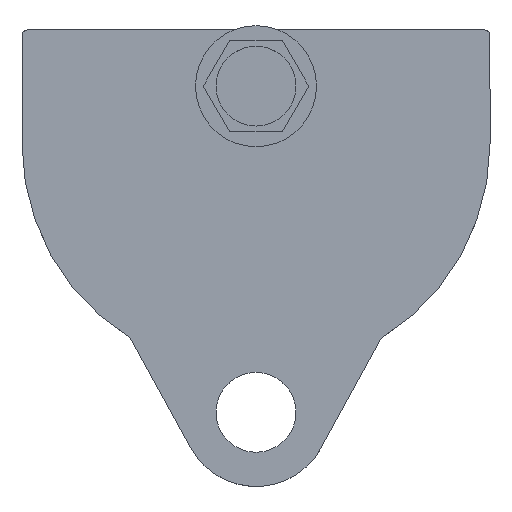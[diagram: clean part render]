
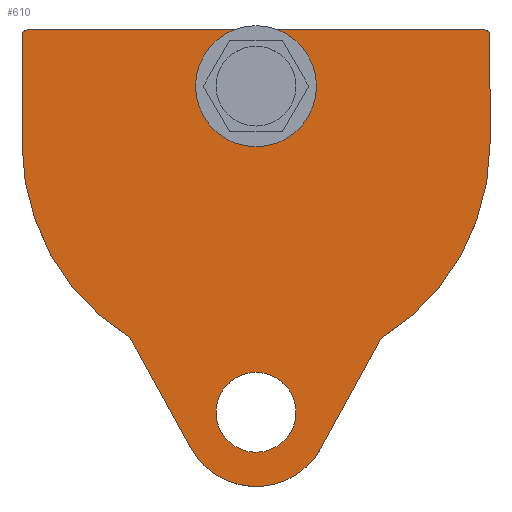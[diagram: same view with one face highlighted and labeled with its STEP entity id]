
A CAD part, top view. The second image highlights one B-rep face of the part: STEP entity #610.
In plain terms, the highlighted planar face has unit normal (0, 0, 1).
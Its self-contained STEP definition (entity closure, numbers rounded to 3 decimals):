
#8 = ORIENTED_EDGE ( 'NONE', *, *, #715, .T. ) ;
#20 = CARTESIAN_POINT ( 'NONE',  ( -20.5, 9.98, 2. ) ) ;
#25 = CIRCLE ( 'NONE', #813, 3.5 ) ;
#35 = DIRECTION ( 'NONE',  ( 0., 0., 1. ) ) ;
#43 = ORIENTED_EDGE ( 'NONE', *, *, #280, .T. ) ;
#44 = CIRCLE ( 'NONE', #159, 6.5 ) ;
#47 = AXIS2_PLACEMENT_3D ( 'NONE', #663, #575, #752 ) ;
#60 = ORIENTED_EDGE ( 'NONE', *, *, #1071, .T. ) ;
#69 = AXIS2_PLACEMENT_3D ( 'NONE', #1260, #133, #736 ) ;
#76 = VERTEX_POINT ( 'NONE', #1220 ) ;
#86 = CARTESIAN_POINT ( 'NONE',  ( 0.5, 0.029, 2. ) ) ;
#99 = DIRECTION ( 'NONE',  ( 1., 0., 0. ) ) ;
#110 = LINE ( 'NONE', #20, #686 ) ;
#131 = VERTEX_POINT ( 'NONE', #302 ) ;
#133 = DIRECTION ( 'NONE',  ( 0., 0., 1. ) ) ;
#141 = EDGE_LOOP ( 'NONE', ( #931, #161 ) ) ;
#143 = FACE_BOUND ( 'NONE', #141, .T. ) ;
#146 = DIRECTION ( 'NONE',  ( 1., 0., 0. ) ) ;
#150 = CARTESIAN_POINT ( 'NONE',  ( 10.957, -17.02, 2. ) ) ;
#159 = AXIS2_PLACEMENT_3D ( 'NONE', #1136, #314, #206 ) ;
#161 = ORIENTED_EDGE ( 'NONE', *, *, #426, .F. ) ;
#189 = DIRECTION ( 'NONE',  ( 1., 0., 0. ) ) ;
#199 = CARTESIAN_POINT ( 'NONE',  ( -3., 4.98, 2. ) ) ;
#203 = VECTOR ( 'NONE', #1175, 1000. ) ;
#206 = DIRECTION ( 'NONE',  ( 1., 0., 0. ) ) ;
#239 = CARTESIAN_POINT ( 'NONE',  ( -3.5, -23.52, 2. ) ) ;
#241 = VERTEX_POINT ( 'NONE', #199 ) ;
#242 = CIRCLE ( 'NONE', #396, 3. ) ;
#250 = CARTESIAN_POINT ( 'NONE',  ( 0., -23.52, 2. ) ) ;
#274 = VERTEX_POINT ( 'NONE', #1243 ) ;
#278 = VECTOR ( 'NONE', #1020, 1000. ) ;
#280 = EDGE_CURVE ( 'NONE', #76, #362, #1231, .T. ) ;
#298 = EDGE_CURVE ( 'NONE', #399, #754, #498, .T. ) ;
#302 = CARTESIAN_POINT ( 'NONE',  ( -20., 9.98, 2. ) ) ;
#314 = DIRECTION ( 'NONE',  ( 0., 0., 1. ) ) ;
#329 = CARTESIAN_POINT ( 'NONE',  ( 20.5, 9.98, 2. ) ) ;
#362 = VERTEX_POINT ( 'NONE', #561 ) ;
#367 = CARTESIAN_POINT ( 'NONE',  ( 5.705, -26.636, 2. ) ) ;
#389 = VERTEX_POINT ( 'NONE', #1280 ) ;
#392 = AXIS2_PLACEMENT_3D ( 'NONE', #86, #887, #189 ) ;
#396 = AXIS2_PLACEMENT_3D ( 'NONE', #664, #1060, #146 ) ;
#399 = VERTEX_POINT ( 'NONE', #1276 ) ;
#414 = CIRCLE ( 'NONE', #773, 3. ) ;
#426 = EDGE_CURVE ( 'NONE', #241, #1027, #242, .T. ) ;
#431 = VERTEX_POINT ( 'NONE', #367 ) ;
#435 = DIRECTION ( 'NONE',  ( 0., -1., 0. ) ) ;
#476 = CIRCLE ( 'NONE', #1119, 0.5 ) ;
#492 = VERTEX_POINT ( 'NONE', #560 ) ;
#498 = LINE ( 'NONE', #926, #1032 ) ;
#526 = CARTESIAN_POINT ( 'NONE',  ( 3.5, -23.52, 2. ) ) ;
#531 = AXIS2_PLACEMENT_3D ( 'NONE', #1223, #624, #99 ) ;
#552 = LINE ( 'NONE', #150, #203 ) ;
#553 = ORIENTED_EDGE ( 'NONE', *, *, #734, .T. ) ;
#557 = DIRECTION ( 'NONE',  ( 0.483, -0.876, 0. ) ) ;
#560 = CARTESIAN_POINT ( 'NONE',  ( -20.5, 0., 2. ) ) ;
#561 = CARTESIAN_POINT ( 'NONE',  ( 20.5, 9.48, 2. ) ) ;
#575 = DIRECTION ( 'NONE',  ( 0., 0., 1. ) ) ;
#597 = ORIENTED_EDGE ( 'NONE', *, *, #638, .T. ) ;
#599 = FACE_OUTER_BOUND ( 'NONE', #1273, .T. ) ;
#600 = EDGE_CURVE ( 'NONE', #1027, #241, #414, .T. ) ;
#601 = DIRECTION ( 'NONE',  ( 1., 0., 0. ) ) ;
#602 = ORIENTED_EDGE ( 'NONE', *, *, #857, .T. ) ;
#605 = CARTESIAN_POINT ( 'NONE',  ( 20., 9.48, 2. ) ) ;
#610 = ADVANCED_FACE ( 'NONE', ( #143, #599, #1197 ), #1104, .T. ) ;
#624 = DIRECTION ( 'NONE',  ( 0., 0., 1. ) ) ;
#638 = EDGE_CURVE ( 'NONE', #1213, #76, #772, .T. ) ;
#663 = CARTESIAN_POINT ( 'NONE',  ( -0.5, 0., 2. ) ) ;
#664 = CARTESIAN_POINT ( 'NONE',  ( 0., 4.98, 2. ) ) ;
#686 = VECTOR ( 'NONE', #435, 1000. ) ;
#687 = CARTESIAN_POINT ( 'NONE',  ( 10.957, -17.02, 2. ) ) ;
#693 = DIRECTION ( 'NONE',  ( 1., 0., 0. ) ) ;
#715 = EDGE_CURVE ( 'NONE', #389, #131, #1096, .T. ) ;
#734 = EDGE_CURVE ( 'NONE', #754, #431, #44, .T. ) ;
#736 = DIRECTION ( 'NONE',  ( 1., 0., 0. ) ) ;
#752 = DIRECTION ( 'NONE',  ( -1., 0., 0. ) ) ;
#754 = VERTEX_POINT ( 'NONE', #913 ) ;
#755 = CIRCLE ( 'NONE', #531, 3.5 ) ;
#759 = VERTEX_POINT ( 'NONE', #526 ) ;
#772 = CIRCLE ( 'NONE', #1046, 20. ) ;
#773 = AXIS2_PLACEMENT_3D ( 'NONE', #1216, #1321, #693 ) ;
#786 = CIRCLE ( 'NONE', #69, 0.5 ) ;
#800 = ORIENTED_EDGE ( 'NONE', *, *, #298, .T. ) ;
#813 = AXIS2_PLACEMENT_3D ( 'NONE', #250, #35, #1163 ) ;
#840 = EDGE_CURVE ( 'NONE', #978, #759, #755, .T. ) ;
#857 = EDGE_CURVE ( 'NONE', #131, #274, #786, .T. ) ;
#864 = ORIENTED_EDGE ( 'NONE', *, *, #840, .F. ) ;
#878 = ORIENTED_EDGE ( 'NONE', *, *, #912, .T. ) ;
#887 = DIRECTION ( 'NONE',  ( 0., 0., 1. ) ) ;
#912 = EDGE_CURVE ( 'NONE', #274, #492, #110, .T. ) ;
#913 = CARTESIAN_POINT ( 'NONE',  ( -5.693, -26.657, 2. ) ) ;
#915 = ORIENTED_EDGE ( 'NONE', *, *, #1043, .T. ) ;
#926 = CARTESIAN_POINT ( 'NONE',  ( -11.003, -17.02, 2. ) ) ;
#931 = ORIENTED_EDGE ( 'NONE', *, *, #600, .F. ) ;
#965 = EDGE_CURVE ( 'NONE', #759, #978, #25, .T. ) ;
#978 = VERTEX_POINT ( 'NONE', #239 ) ;
#982 = DIRECTION ( 'NONE',  ( 1., 0., 0. ) ) ;
#1020 = DIRECTION ( 'NONE',  ( -1., 0., 0. ) ) ;
#1024 = ORIENTED_EDGE ( 'NONE', *, *, #965, .F. ) ;
#1027 = VERTEX_POINT ( 'NONE', #1172 ) ;
#1032 = VECTOR ( 'NONE', #557, 1000. ) ;
#1043 = EDGE_CURVE ( 'NONE', #492, #399, #1051, .T. ) ;
#1046 = AXIS2_PLACEMENT_3D ( 'NONE', #1330, #1310, #601 ) ;
#1051 = CIRCLE ( 'NONE', #47, 20. ) ;
#1060 = DIRECTION ( 'NONE',  ( 0., 0., 1. ) ) ;
#1071 = EDGE_CURVE ( 'NONE', #431, #1213, #552, .T. ) ;
#1084 = DIRECTION ( 'NONE',  ( 0., 0., 1. ) ) ;
#1096 = LINE ( 'NONE', #1240, #278 ) ;
#1104 = PLANE ( 'NONE',  #392 ) ;
#1113 = VECTOR ( 'NONE', #1132, 1000. ) ;
#1119 = AXIS2_PLACEMENT_3D ( 'NONE', #605, #1084, #982 ) ;
#1132 = DIRECTION ( 'NONE',  ( 0., 1., 0. ) ) ;
#1136 = CARTESIAN_POINT ( 'NONE',  ( 0., -23.52, 2. ) ) ;
#1150 = ORIENTED_EDGE ( 'NONE', *, *, #1200, .T. ) ;
#1163 = DIRECTION ( 'NONE',  ( 1., 0., 0. ) ) ;
#1172 = CARTESIAN_POINT ( 'NONE',  ( 3., 4.98, 2. ) ) ;
#1175 = DIRECTION ( 'NONE',  ( 0.479, 0.878, 0. ) ) ;
#1197 = FACE_BOUND ( 'NONE', #1215, .T. ) ;
#1200 = EDGE_CURVE ( 'NONE', #362, #389, #476, .T. ) ;
#1213 = VERTEX_POINT ( 'NONE', #687 ) ;
#1215 = EDGE_LOOP ( 'NONE', ( #1024, #864 ) ) ;
#1216 = CARTESIAN_POINT ( 'NONE',  ( 0., 4.98, 2. ) ) ;
#1220 = CARTESIAN_POINT ( 'NONE',  ( 20.5, 0., 2. ) ) ;
#1223 = CARTESIAN_POINT ( 'NONE',  ( 0., -23.52, 2. ) ) ;
#1231 = LINE ( 'NONE', #329, #1113 ) ;
#1240 = CARTESIAN_POINT ( 'NONE',  ( 20.5, 9.98, 2. ) ) ;
#1243 = CARTESIAN_POINT ( 'NONE',  ( -20.5, 9.48, 2. ) ) ;
#1260 = CARTESIAN_POINT ( 'NONE',  ( -20., 9.48, 2. ) ) ;
#1273 = EDGE_LOOP ( 'NONE', ( #8, #602, #878, #915, #800, #553, #60, #597, #43, #1150 ) ) ;
#1276 = CARTESIAN_POINT ( 'NONE',  ( -11.003, -17.02, 2. ) ) ;
#1280 = CARTESIAN_POINT ( 'NONE',  ( 20., 9.98, 2. ) ) ;
#1310 = DIRECTION ( 'NONE',  ( 0., 0., 1. ) ) ;
#1321 = DIRECTION ( 'NONE',  ( 0., 0., 1. ) ) ;
#1330 = CARTESIAN_POINT ( 'NONE',  ( 0.5, 0.029, 2. ) ) ;
